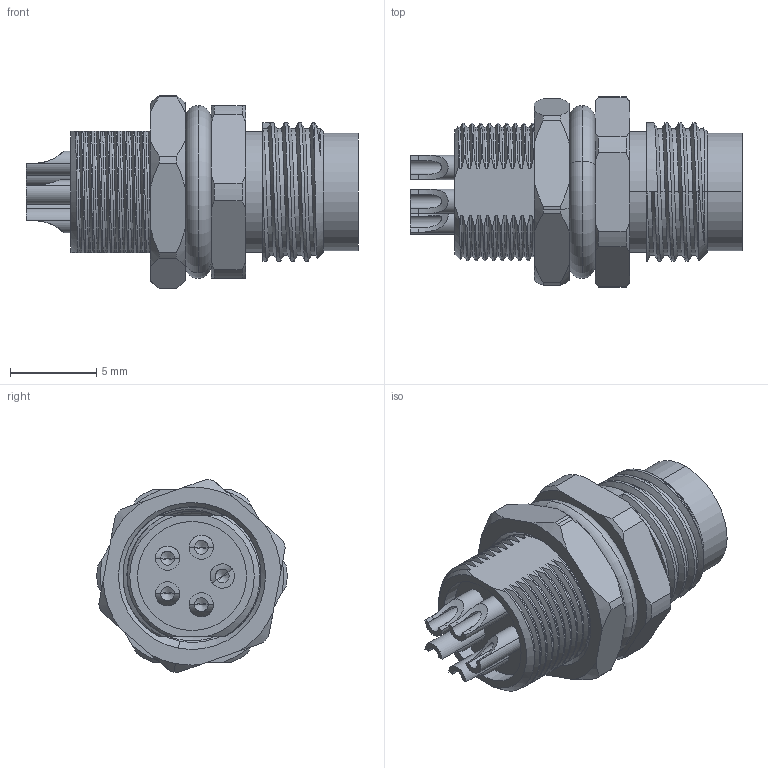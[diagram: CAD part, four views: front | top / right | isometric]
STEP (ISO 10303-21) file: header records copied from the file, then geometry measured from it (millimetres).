
FILE_DESCRIPTION (( 'STEP AP203' ), '1' );
FILE_NAME ('54-00318_revA.STEP', '2023-03-16T23:40:41', ( '' ), ( '' ), 'SwSTEP 2.0', 'SolidWorks 2021', '' );
FILE_SCHEMA (( 'CONFIG_CONTROL_DESIGN' ));
Length unit declared in the file: millimetre
Products named in the file (6): 54-00318_revA; 54-00318-01___; 54-00318-04___; 54-00318-06___; 54-00318-03___; 54-00318-05___
Assembly tree (9 placements, depth 2):
  54-00318_revA
    54-00318-01___
    54-00318-06___
    54-00318-03___  x5
    54-00318-04___
    54-00318-05___
Bounding box: 19.2 x 10.99 x 11.18 mm (x, y, z)
Volume: 800 mm3; surface area: 2304.7 mm2
Topology: 9 solids, 9 shells, 426 faces, 1066 edges, 676 vertices
Faces by surface type: cylinder 187, plane 70, cone 67, bspline 58, torus 34, sphere 10
Entity records: 31249 total; most frequent: CARTESIAN_POINT 24064, ORIENTED_EDGE 1552, DIRECTION 1131, EDGE_CURVE 776, VERTEX_POINT 508, AXIS2_PLACEMENT_3D 437, EDGE_LOOP 318, ADVANCED_FACE 290
